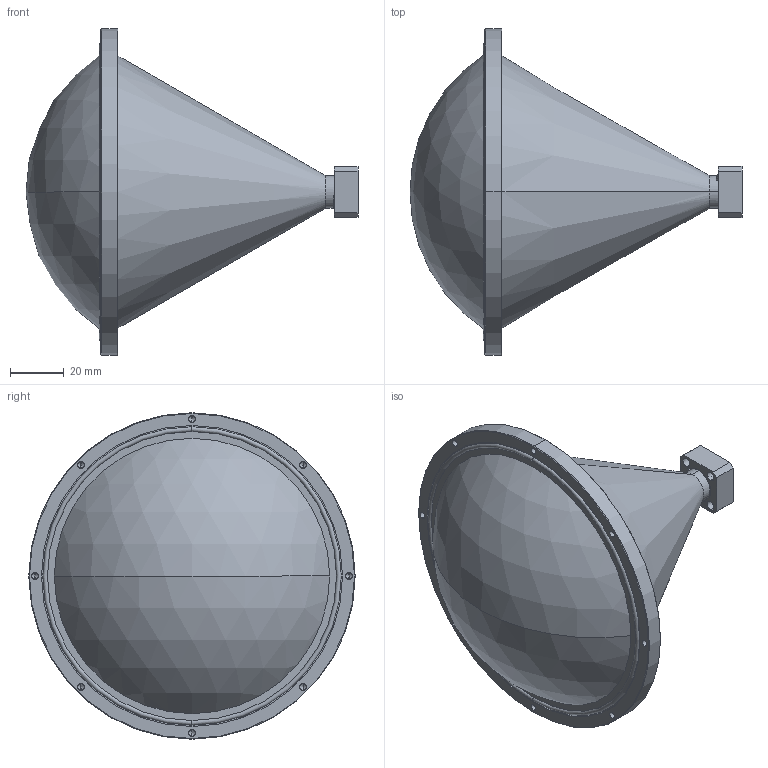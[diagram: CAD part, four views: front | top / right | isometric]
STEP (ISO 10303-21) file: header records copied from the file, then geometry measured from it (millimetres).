
FILE_DESCRIPTION (( 'STEP AP203' ), '1' );
FILE_NAME ('SAL-3333732905-250-S1.STEP', '2020-01-03T19:30:53', ( '' ), ( '' ), 'SwSTEP 2.0', 'SolidWorks 2016', '' );
FILE_SCHEMA (( 'CONFIG_CONTROL_DESIGN' ));
Length unit declared in the file: inch
Products named in the file (1): SAL-3333732905-250-S1
Bounding box: 124.03 x 121.92 x 121.92 mm (x, y, z)
Volume: 193830.6 mm3; surface area: 68552.2 mm2
Topology: 4 solids, 4 shells, 111 faces, 260 edges, 155 vertices
Faces by surface type: cylinder 53, cone 24, plane 24, bspline 4, torus 4, sphere 2
Entity records: 3743 total; most frequent: CARTESIAN_POINT 1137, DIRECTION 565, ORIENTED_EDGE 488, EDGE_CURVE 244, AXIS2_PLACEMENT_3D 228, VERTEX_POINT 155, EDGE_LOOP 139, CIRCLE 120
